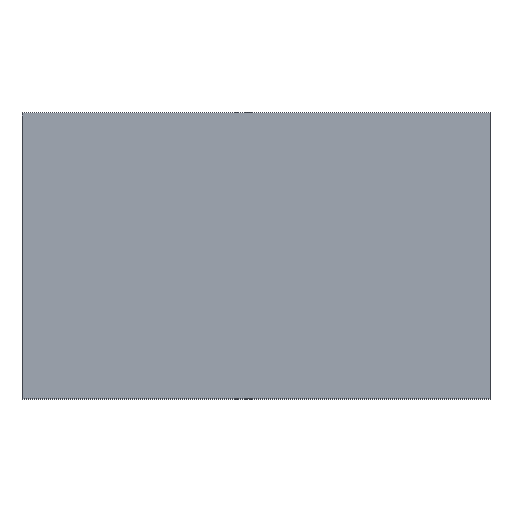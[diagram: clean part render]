
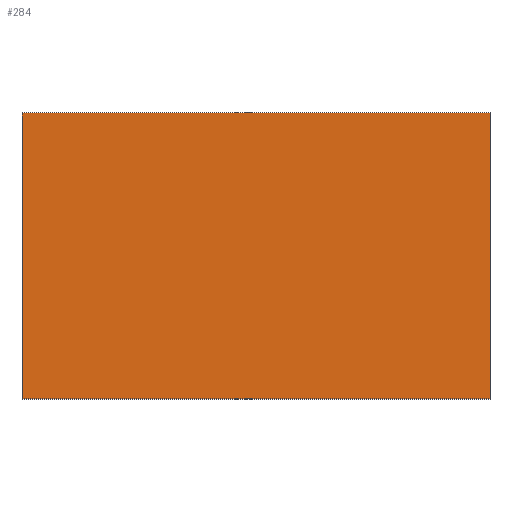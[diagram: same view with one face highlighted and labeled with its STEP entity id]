
A CAD part, top view. The second image highlights one B-rep face of the part: STEP entity #284.
In plain terms, the highlighted planar face has unit normal (0, 0, 1).
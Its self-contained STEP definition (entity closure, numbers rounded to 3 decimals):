
#22 = VERTEX_POINT('',#23);
#23 = CARTESIAN_POINT('',(47.,-27.5,65.));
#32 = PLANE('',#33);
#33 = AXIS2_PLACEMENT_3D('',#34,#35,#36);
#34 = CARTESIAN_POINT('',(47.,-27.5,65.));
#35 = DIRECTION('',(1.,0.,0.));
#36 = DIRECTION('',(0.,1.,0.));
#44 = PLANE('',#45);
#45 = AXIS2_PLACEMENT_3D('',#46,#47,#48);
#46 = CARTESIAN_POINT('',(137.,-27.5,65.));
#47 = DIRECTION('',(0.,1.,0.));
#48 = DIRECTION('',(-1.,0.,0.));
#85 = VERTEX_POINT('',#86);
#86 = CARTESIAN_POINT('',(47.,27.5,65.));
#100 = PLANE('',#101);
#101 = AXIS2_PLACEMENT_3D('',#102,#103,#104);
#102 = CARTESIAN_POINT('',(47.,27.5,65.));
#103 = DIRECTION('',(0.,-1.,0.));
#104 = DIRECTION('',(1.,0.,0.));
#112 = EDGE_CURVE('',#22,#85,#113,.T.);
#113 = SURFACE_CURVE('',#114,(#118,#125),.PCURVE_S1.);
#114 = LINE('',#115,#116);
#115 = CARTESIAN_POINT('',(47.,-27.5,65.));
#116 = VECTOR('',#117,1.);
#117 = DIRECTION('',(0.,1.,0.));
#118 = PCURVE('',#32,#119);
#119 = DEFINITIONAL_REPRESENTATION('',(#120),#124);
#120 = LINE('',#121,#122);
#121 = CARTESIAN_POINT('',(0.,0.));
#122 = VECTOR('',#123,1.);
#123 = DIRECTION('',(1.,0.));
#124 = ( GEOMETRIC_REPRESENTATION_CONTEXT(2) 
PARAMETRIC_REPRESENTATION_CONTEXT() REPRESENTATION_CONTEXT('2D SPACE',''
  ) );
#125 = PCURVE('',#126,#131);
#126 = PLANE('',#127);
#127 = AXIS2_PLACEMENT_3D('',#128,#129,#130);
#128 = CARTESIAN_POINT('',(92.,0.,65.));
#129 = DIRECTION('',(0.,0.,-1.));
#130 = DIRECTION('',(1.,0.,0.));
#131 = DEFINITIONAL_REPRESENTATION('',(#132),#136);
#132 = LINE('',#133,#134);
#133 = CARTESIAN_POINT('',(-45.,27.5));
#134 = VECTOR('',#135,1.);
#135 = DIRECTION('',(0.,-1.));
#136 = ( GEOMETRIC_REPRESENTATION_CONTEXT(2) 
PARAMETRIC_REPRESENTATION_CONTEXT() REPRESENTATION_CONTEXT('2D SPACE',''
  ) );
#142 = VERTEX_POINT('',#143);
#143 = CARTESIAN_POINT('',(137.,-27.5,65.));
#159 = PLANE('',#160);
#160 = AXIS2_PLACEMENT_3D('',#161,#162,#163);
#161 = CARTESIAN_POINT('',(137.,27.5,65.));
#162 = DIRECTION('',(-1.,0.,0.));
#163 = DIRECTION('',(0.,-1.,0.));
#193 = EDGE_CURVE('',#142,#22,#194,.T.);
#194 = SURFACE_CURVE('',#195,(#199,#206),.PCURVE_S1.);
#195 = LINE('',#196,#197);
#196 = CARTESIAN_POINT('',(137.,-27.5,65.));
#197 = VECTOR('',#198,1.);
#198 = DIRECTION('',(-1.,0.,0.));
#199 = PCURVE('',#44,#200);
#200 = DEFINITIONAL_REPRESENTATION('',(#201),#205);
#201 = LINE('',#202,#203);
#202 = CARTESIAN_POINT('',(0.,0.));
#203 = VECTOR('',#204,1.);
#204 = DIRECTION('',(1.,0.));
#205 = ( GEOMETRIC_REPRESENTATION_CONTEXT(2) 
PARAMETRIC_REPRESENTATION_CONTEXT() REPRESENTATION_CONTEXT('2D SPACE',''
  ) );
#206 = PCURVE('',#126,#207);
#207 = DEFINITIONAL_REPRESENTATION('',(#208),#212);
#208 = LINE('',#209,#210);
#209 = CARTESIAN_POINT('',(45.,27.5));
#210 = VECTOR('',#211,1.);
#211 = DIRECTION('',(-1.,0.));
#212 = ( GEOMETRIC_REPRESENTATION_CONTEXT(2) 
PARAMETRIC_REPRESENTATION_CONTEXT() REPRESENTATION_CONTEXT('2D SPACE',''
  ) );
#242 = VERTEX_POINT('',#243);
#243 = CARTESIAN_POINT('',(137.,27.5,65.));
#264 = EDGE_CURVE('',#85,#242,#265,.T.);
#265 = SURFACE_CURVE('',#266,(#270,#277),.PCURVE_S1.);
#266 = LINE('',#267,#268);
#267 = CARTESIAN_POINT('',(47.,27.5,65.));
#268 = VECTOR('',#269,1.);
#269 = DIRECTION('',(1.,0.,0.));
#270 = PCURVE('',#100,#271);
#271 = DEFINITIONAL_REPRESENTATION('',(#272),#276);
#272 = LINE('',#273,#274);
#273 = CARTESIAN_POINT('',(0.,0.));
#274 = VECTOR('',#275,1.);
#275 = DIRECTION('',(1.,0.));
#276 = ( GEOMETRIC_REPRESENTATION_CONTEXT(2) 
PARAMETRIC_REPRESENTATION_CONTEXT() REPRESENTATION_CONTEXT('2D SPACE',''
  ) );
#277 = PCURVE('',#126,#278);
#278 = DEFINITIONAL_REPRESENTATION('',(#279),#283);
#279 = LINE('',#280,#281);
#280 = CARTESIAN_POINT('',(-45.,-27.5));
#281 = VECTOR('',#282,1.);
#282 = DIRECTION('',(1.,0.));
#283 = ( GEOMETRIC_REPRESENTATION_CONTEXT(2) 
PARAMETRIC_REPRESENTATION_CONTEXT() REPRESENTATION_CONTEXT('2D SPACE',''
  ) );
#284 = ADVANCED_FACE('',(#285),#126,.F.);
#285 = FACE_BOUND('',#286,.F.);
#286 = EDGE_LOOP('',(#287,#288,#289,#310));
#287 = ORIENTED_EDGE('',*,*,#112,.T.);
#288 = ORIENTED_EDGE('',*,*,#264,.T.);
#289 = ORIENTED_EDGE('',*,*,#290,.T.);
#290 = EDGE_CURVE('',#242,#142,#291,.T.);
#291 = SURFACE_CURVE('',#292,(#296,#303),.PCURVE_S1.);
#292 = LINE('',#293,#294);
#293 = CARTESIAN_POINT('',(137.,27.5,65.));
#294 = VECTOR('',#295,1.);
#295 = DIRECTION('',(0.,-1.,0.));
#296 = PCURVE('',#126,#297);
#297 = DEFINITIONAL_REPRESENTATION('',(#298),#302);
#298 = LINE('',#299,#300);
#299 = CARTESIAN_POINT('',(45.,-27.5));
#300 = VECTOR('',#301,1.);
#301 = DIRECTION('',(0.,1.));
#302 = ( GEOMETRIC_REPRESENTATION_CONTEXT(2) 
PARAMETRIC_REPRESENTATION_CONTEXT() REPRESENTATION_CONTEXT('2D SPACE',''
  ) );
#303 = PCURVE('',#159,#304);
#304 = DEFINITIONAL_REPRESENTATION('',(#305),#309);
#305 = LINE('',#306,#307);
#306 = CARTESIAN_POINT('',(0.,0.));
#307 = VECTOR('',#308,1.);
#308 = DIRECTION('',(1.,0.));
#309 = ( GEOMETRIC_REPRESENTATION_CONTEXT(2) 
PARAMETRIC_REPRESENTATION_CONTEXT() REPRESENTATION_CONTEXT('2D SPACE',''
  ) );
#310 = ORIENTED_EDGE('',*,*,#193,.T.);
